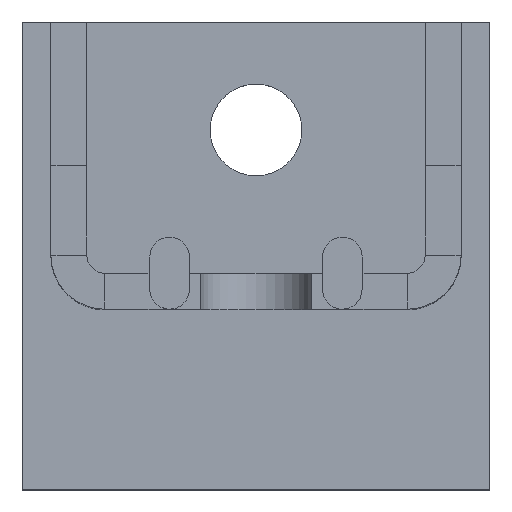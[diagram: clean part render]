
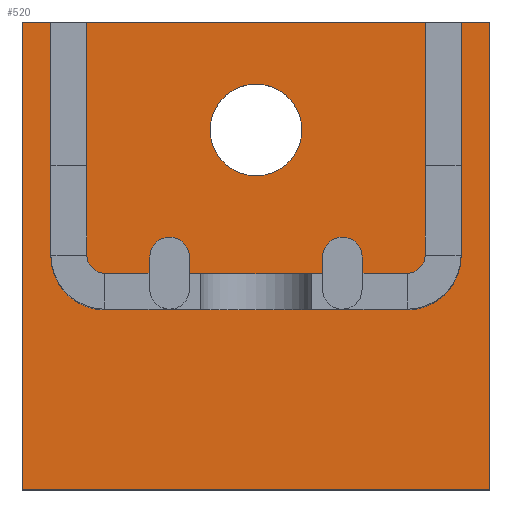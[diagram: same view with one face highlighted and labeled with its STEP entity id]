
A CAD part, top view. The second image highlights one B-rep face of the part: STEP entity #520.
In plain terms, the highlighted planar face has unit normal (0, 0, 1).
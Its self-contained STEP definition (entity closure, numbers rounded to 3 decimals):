
#42=PLANE('',#775);
#73=FACE_BOUND('',#125,.T.);
#80=FACE_OUTER_BOUND('',#124,.T.);
#124=EDGE_LOOP('',(#347,#348,#349,#350));
#125=EDGE_LOOP('',(#351));
#162=CIRCLE('',#769,12.75);
#178=VERTEX_POINT('',#1065);
#179=VERTEX_POINT('',#1068);
#180=VERTEX_POINT('',#1069);
#183=VERTEX_POINT('',#1077);
#185=VERTEX_POINT('',#1083);
#234=EDGE_CURVE('',#178,#178,#162,.T.);
#235=EDGE_CURVE('',#179,#180,#580,.T.);
#239=EDGE_CURVE('',#180,#183,#584,.T.);
#242=EDGE_CURVE('',#183,#185,#587,.T.);
#245=EDGE_CURVE('',#185,#179,#590,.T.);
#347=ORIENTED_EDGE('',*,*,#235,.F.);
#348=ORIENTED_EDGE('',*,*,#245,.F.);
#349=ORIENTED_EDGE('',*,*,#242,.F.);
#350=ORIENTED_EDGE('',*,*,#239,.F.);
#351=ORIENTED_EDGE('',*,*,#234,.T.);
#520=ADVANCED_FACE('',(#80,#73),#42,.T.);
#580=LINE('',#1070,#659);
#584=LINE('',#1078,#663);
#587=LINE('',#1084,#666);
#590=LINE('',#1089,#669);
#659=VECTOR('',#850,10.);
#663=VECTOR('',#856,10.);
#666=VECTOR('',#861,10.);
#669=VECTOR('',#866,10.);
#769=AXIS2_PLACEMENT_3D('',#1066,#846,#847);
#775=AXIS2_PLACEMENT_3D('',#1092,#870,#871);
#846=DIRECTION('center_axis',(0.,0.,-1.));
#847=DIRECTION('ref_axis',(1.,0.,0.));
#850=DIRECTION('',(0.,1.,0.));
#856=DIRECTION('',(1.,0.,0.));
#861=DIRECTION('',(0.,-1.,0.));
#866=DIRECTION('',(-1.,0.,0.));
#870=DIRECTION('center_axis',(0.,0.,1.));
#871=DIRECTION('ref_axis',(1.,0.,0.));
#1065=CARTESIAN_POINT('',(77.75,100.,12.));
#1066=CARTESIAN_POINT('Origin',(65.,100.,12.));
#1068=CARTESIAN_POINT('',(0.,0.,12.));
#1069=CARTESIAN_POINT('',(0.,130.,12.));
#1070=CARTESIAN_POINT('',(0.,130.,12.));
#1077=CARTESIAN_POINT('',(130.,130.,12.));
#1078=CARTESIAN_POINT('',(130.,130.,12.));
#1083=CARTESIAN_POINT('',(130.,0.,12.));
#1084=CARTESIAN_POINT('',(130.,0.,12.));
#1089=CARTESIAN_POINT('',(0.,0.,12.));
#1092=CARTESIAN_POINT('Origin',(65.,65.,12.));
